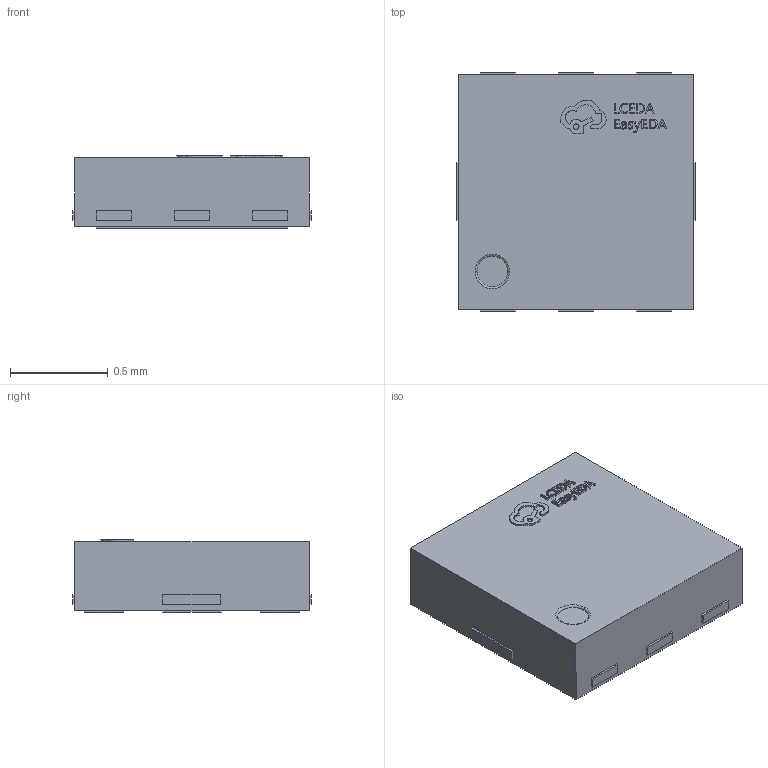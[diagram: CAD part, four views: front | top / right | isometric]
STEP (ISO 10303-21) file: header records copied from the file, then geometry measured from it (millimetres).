
FILE_DESCRIPTION (( 'STEP AP214' ), '1' );
FILE_NAME ('TDFN-6.STEP', '2022-08-26T09:21:57', ( '' ), ( '' ), 'SwSTEP 2.0', 'SolidWorks 2019', '' );
FILE_SCHEMA (( 'AUTOMOTIVE_DESIGN' ));
Length unit declared in the file: millimetre
Products named in the file (1): TDFN-6
Bounding box: 1.22 x 1.22 x 0.37 mm (x, y, z)
Volume: 0.5 mm3; surface area: 4.7 mm2
Topology: 1 solids, 1 shells, 348 faces, 916 edges, 612 vertices
Faces by surface type: plane 254, bspline 92, torus 2
Entity records: 12546 total; most frequent: CARTESIAN_POINT 4325, ORIENTED_EDGE 1832, DIRECTION 1248, EDGE_CURVE 916, VECTOR 722, LINE 722, VERTEX_POINT 612, EDGE_LOOP 390
